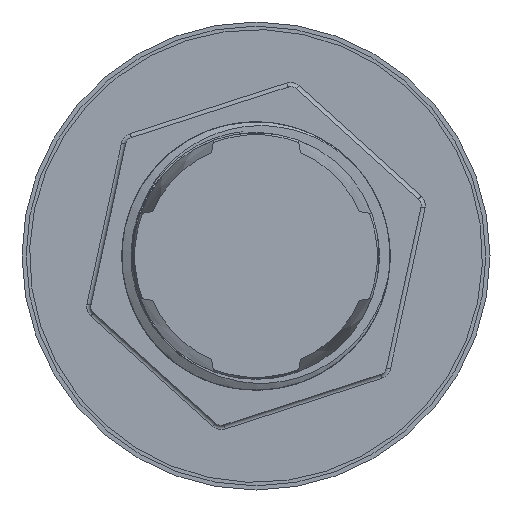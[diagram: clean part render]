
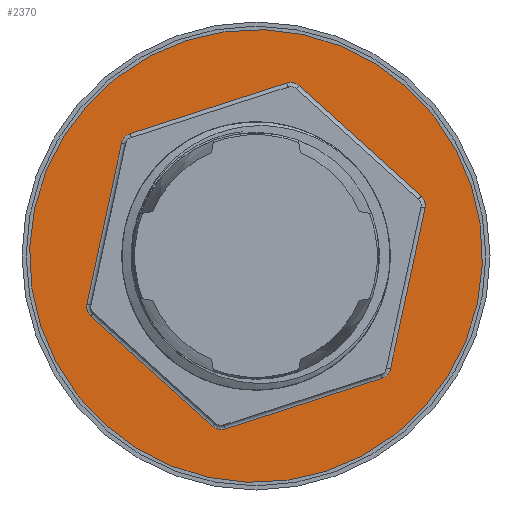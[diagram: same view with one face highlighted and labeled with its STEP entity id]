
A CAD part, front view. The second image highlights one B-rep face of the part: STEP entity #2370.
In plain terms, the highlighted planar face has unit normal (0, -1, 0).
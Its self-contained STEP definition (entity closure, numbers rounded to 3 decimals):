
#200=FACE_BOUND($,#507,.T.);
#326=FACE_OUTER_BOUND($,#506,.T.);
#506=EDGE_LOOP($,(#1917));
#507=EDGE_LOOP($,(#1918,#1919,#1920,#1921,#1922,#1923,#1924,#1925,#1926,
#1927,#1928,#1929));
#634=CIRCLE($,#2565,13.5);
#657=CIRCLE($,#2606,0.75);
#658=CIRCLE($,#2607,0.75);
#659=CIRCLE($,#2608,0.75);
#660=CIRCLE($,#2609,0.75);
#661=CIRCLE($,#2610,0.75);
#662=CIRCLE($,#2611,0.75);
#788=LINE($,#7431,#905);
#789=LINE($,#7435,#906);
#790=LINE($,#7439,#907);
#791=LINE($,#7443,#908);
#792=LINE($,#7447,#909);
#793=LINE($,#7450,#910);
#905=VECTOR($,#3141,9.815);
#906=VECTOR($,#3144,9.815);
#907=VECTOR($,#3147,9.815);
#908=VECTOR($,#3150,9.815);
#909=VECTOR($,#3153,9.815);
#910=VECTOR($,#3156,9.815);
#1096=VERTEX_POINT($,#7339);
#1127=VERTEX_POINT($,#7427);
#1128=VERTEX_POINT($,#7428);
#1129=VERTEX_POINT($,#7430);
#1130=VERTEX_POINT($,#7432);
#1131=VERTEX_POINT($,#7434);
#1132=VERTEX_POINT($,#7436);
#1133=VERTEX_POINT($,#7438);
#1134=VERTEX_POINT($,#7440);
#1135=VERTEX_POINT($,#7442);
#1136=VERTEX_POINT($,#7444);
#1137=VERTEX_POINT($,#7446);
#1138=VERTEX_POINT($,#7448);
#1383=EDGE_CURVE($,#1096,#1096,#634,.T.);
#1422=EDGE_CURVE($,#1127,#1128,#657,.T.);
#1423=EDGE_CURVE($,#1129,#1127,#788,.T.);
#1424=EDGE_CURVE($,#1130,#1129,#658,.T.);
#1425=EDGE_CURVE($,#1131,#1130,#789,.T.);
#1426=EDGE_CURVE($,#1132,#1131,#659,.T.);
#1427=EDGE_CURVE($,#1133,#1132,#790,.T.);
#1428=EDGE_CURVE($,#1134,#1133,#660,.T.);
#1429=EDGE_CURVE($,#1135,#1134,#791,.T.);
#1430=EDGE_CURVE($,#1136,#1135,#661,.T.);
#1431=EDGE_CURVE($,#1137,#1136,#792,.T.);
#1432=EDGE_CURVE($,#1138,#1137,#662,.T.);
#1433=EDGE_CURVE($,#1128,#1138,#793,.T.);
#1917=ORIENTED_EDGE($,*,*,#1383,.T.);
#1918=ORIENTED_EDGE($,*,*,#1422,.F.);
#1919=ORIENTED_EDGE($,*,*,#1423,.F.);
#1920=ORIENTED_EDGE($,*,*,#1424,.F.);
#1921=ORIENTED_EDGE($,*,*,#1425,.F.);
#1922=ORIENTED_EDGE($,*,*,#1426,.F.);
#1923=ORIENTED_EDGE($,*,*,#1427,.F.);
#1924=ORIENTED_EDGE($,*,*,#1428,.F.);
#1925=ORIENTED_EDGE($,*,*,#1429,.F.);
#1926=ORIENTED_EDGE($,*,*,#1430,.F.);
#1927=ORIENTED_EDGE($,*,*,#1431,.F.);
#1928=ORIENTED_EDGE($,*,*,#1432,.F.);
#1929=ORIENTED_EDGE($,*,*,#1433,.F.);
#2259=PLANE($,#2605);
#2370=ADVANCED_FACE($,(#326,#200),#2259,.T.);
#2565=AXIS2_PLACEMENT_3D($,#7340,#3041,#3042);
#2605=AXIS2_PLACEMENT_3D($,#7426,#3137,#3138);
#2606=AXIS2_PLACEMENT_3D($,#7429,#3139,#3140);
#2607=AXIS2_PLACEMENT_3D($,#7433,#3142,#3143);
#2608=AXIS2_PLACEMENT_3D($,#7437,#3145,#3146);
#2609=AXIS2_PLACEMENT_3D($,#7441,#3148,#3149);
#2610=AXIS2_PLACEMENT_3D($,#7445,#3151,#3152);
#2611=AXIS2_PLACEMENT_3D($,#7449,#3154,#3155);
#3041=DIRECTION('center_axis',(0.,-1.,0.));
#3042=DIRECTION('ref_axis',(-0.952,0.,-0.307));
#3137=DIRECTION('center_axis',(0.,-1.,0.));
#3138=DIRECTION('ref_axis',(-0.952,0.,-0.307));
#3139=DIRECTION('center_axis',(0.,-1.,0.));
#3140=DIRECTION('ref_axis',(-0.952,0.,-0.307));
#3141=DIRECTION($,(-0.21,0.,-0.978));
#3142=DIRECTION('center_axis',(0.,-1.,0.));
#3143=DIRECTION('ref_axis',(-0.742,0.,0.671));
#3144=DIRECTION($,(-0.952,0.,-0.307));
#3145=DIRECTION('center_axis',(0.,-1.,0.));
#3146=DIRECTION('ref_axis',(0.21,0.,0.978));
#3147=DIRECTION($,(-0.742,0.,0.671));
#3148=DIRECTION('center_axis',(0.,-1.,0.));
#3149=DIRECTION('ref_axis',(0.952,0.,0.307));
#3150=DIRECTION($,(0.21,0.,0.978));
#3151=DIRECTION('center_axis',(0.,-1.,0.));
#3152=DIRECTION('ref_axis',(0.742,0.,-0.671));
#3153=DIRECTION($,(0.952,0.,0.307));
#3154=DIRECTION('center_axis',(0.,-1.,0.));
#3155=DIRECTION('ref_axis',(-0.21,0.,-0.978));
#3156=DIRECTION($,(0.742,0.,-0.671));
#7339=CARTESIAN_POINT('',(4.142,-9.5,-12.849));
#7340=CARTESIAN_POINT('Origin',(0.,-9.5,0.));
#7426=CARTESIAN_POINT('Origin',(2.761,-9.5,-8.566));
#7427=CARTESIAN_POINT('',(-10.075,-9.5,-2.853));
#7428=CARTESIAN_POINT('',(-9.845,-9.5,-3.567));
#7429=CARTESIAN_POINT('Origin',(-9.342,-9.5,-3.011));
#7430=CARTESIAN_POINT('',(-8.012,-9.5,6.742));
#7431=CARTESIAN_POINT($,(-10.409,-9.5,-4.406));
#7432=CARTESIAN_POINT('',(-7.509,-9.5,7.298));
#7433=CARTESIAN_POINT('Origin',(-7.278,-9.5,6.585));
#7434=CARTESIAN_POINT('',(1.833,-9.5,10.309));
#7435=CARTESIAN_POINT($,(-5.311,-9.5,8.007));
#7436=CARTESIAN_POINT('',(2.566,-9.5,10.152));
#7437=CARTESIAN_POINT('Origin',(2.063,-9.5,9.596));
#7438=CARTESIAN_POINT('',(9.845,-9.5,3.567));
#7439=CARTESIAN_POINT($,(7.169,-9.5,5.988));
#7440=CARTESIAN_POINT('',(10.075,-9.5,2.853));
#7441=CARTESIAN_POINT('Origin',(9.342,-9.5,3.011));
#7442=CARTESIAN_POINT('',(8.012,-9.5,-6.742));
#7443=CARTESIAN_POINT($,(8.77,-9.5,-3.214));
#7444=CARTESIAN_POINT('',(7.509,-9.5,-7.298));
#7445=CARTESIAN_POINT('Origin',(7.278,-9.5,-6.585));
#7446=CARTESIAN_POINT('',(-1.833,-9.5,-10.309));
#7447=CARTESIAN_POINT($,(5.311,-9.5,-8.007));
#7448=CARTESIAN_POINT('',(-2.566,-9.5,-10.152));
#7449=CARTESIAN_POINT('Origin',(-2.063,-9.5,-9.596));
#7450=CARTESIAN_POINT($,(-1.389,-9.5,-11.217));
